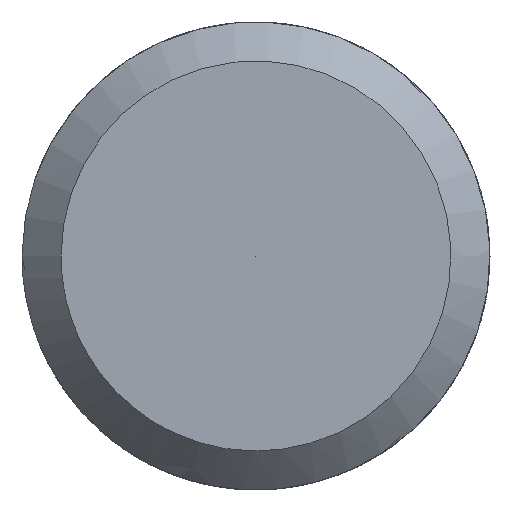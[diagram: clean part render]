
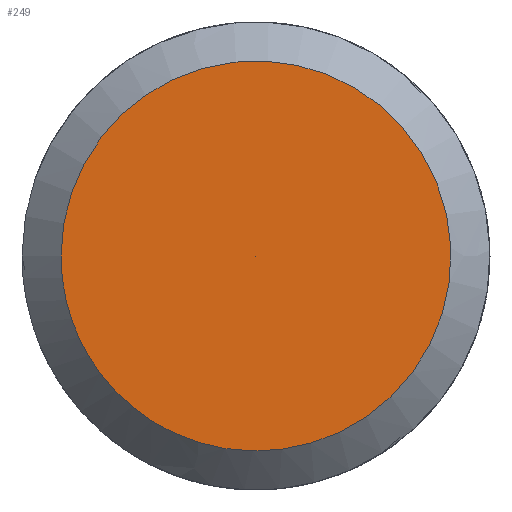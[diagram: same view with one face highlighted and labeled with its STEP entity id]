
A CAD part, left-side view. The second image highlights one B-rep face of the part: STEP entity #249.
In plain terms, the highlighted free-form (B-spline) face has degree [5, 1] with [6, 2] control points.
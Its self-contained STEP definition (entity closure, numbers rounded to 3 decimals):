
#215 = CARTESIAN_POINT ('', (-38., 1.25, 0.));
#216 = VERTEX_POINT ('', #215);
#217 = CARTESIAN_POINT ('', (-38., 0., 0.));
#218 = VERTEX_POINT ('', #217);
#219 = CARTESIAN_POINT ('', (-38., 1.25, 0.));
#220 = CARTESIAN_POINT ('', (-38., 0., 0.));
#221 = B_SPLINE_CURVE_WITH_KNOTS ('', 1, (#219, #220), .UNSPECIFIED., .F., .U., (2, 2), (0., 1.), .UNSPECIFIED.);
#222 = EDGE_CURVE ('', #216, #218, #221, .T.);
#223 = ORIENTED_EDGE ('', *, *, #222, .F.);
#224 = CARTESIAN_POINT ('', (-38., 1.25, 0.));
#225 = CARTESIAN_POINT ('', (-38., 1.25, 5.));
#226 = CARTESIAN_POINT ('', (-38., -3.75, 2.5));
#227 = CARTESIAN_POINT ('', (-38., -3.75, -2.5));
#228 = CARTESIAN_POINT ('', (-38., 1.25, -5.));
#229 = CARTESIAN_POINT ('', (-38., 1.25, 0.));
#230 = (
   BOUNDED_CURVE ()
   B_SPLINE_CURVE (5, (#224, #225, #226, #227, #228, #229), .UNSPECIFIED., .T., .U.)
   B_SPLINE_CURVE_WITH_KNOTS ((6, 6), (0., 1.), .UNSPECIFIED.)
   CURVE ()
   GEOMETRIC_REPRESENTATION_ITEM ()
   RATIONAL_B_SPLINE_CURVE ((5., 1., 1., 1., 1., 5.))
   REPRESENTATION_ITEM ('')
);
#231 = EDGE_CURVE ('', #216, #216, #230, .T.);
#232 = ORIENTED_EDGE ('', *, *, #231, .T.);
#233 = ORIENTED_EDGE ('', *, *, #222, .T.);
#234 = EDGE_LOOP ('', (#223, #232, #233));
#235 = FACE_OUTER_BOUND ('', #234, .F.);
#236 = CARTESIAN_POINT ('', (-38., 1.25, 0.));
#237 = CARTESIAN_POINT ('', (-38., 0., 0.));
#238 = CARTESIAN_POINT ('', (-38., 1.25, 5.));
#239 = CARTESIAN_POINT ('', (-38., 0., 0.));
#240 = CARTESIAN_POINT ('', (-38., -3.75, 2.5));
#241 = CARTESIAN_POINT ('', (-38., 0., 0.));
#242 = CARTESIAN_POINT ('', (-38., -3.75, -2.5));
#243 = CARTESIAN_POINT ('', (-38., 0., 0.));
#244 = CARTESIAN_POINT ('', (-38., 1.25, -5.));
#245 = CARTESIAN_POINT ('', (-38., 0., 0.));
#246 = CARTESIAN_POINT ('', (-38., 1.25, 0.));
#247 = CARTESIAN_POINT ('', (-38., 0., 0.));
#248 = (
   BOUNDED_SURFACE ()
   B_SPLINE_SURFACE (5, 1, ((#236, #237), (#238, #239), (#240, #241), (#242, #243), (#244, #245), (#246, #247)), .UNSPECIFIED., .T., .F., .U.)
   B_SPLINE_SURFACE_WITH_KNOTS ((6, 6), (2, 2), (0., 1.), (0., 1.), .UNSPECIFIED.)
   SURFACE ()
   GEOMETRIC_REPRESENTATION_ITEM ()
   RATIONAL_B_SPLINE_SURFACE (((5., 5.), (1., 1.), (1., 1.), (1., 1.), (1., 1.), (5., 5.)))
   REPRESENTATION_ITEM ('')
);
#249 = ADVANCED_FACE ('', (#235), #248, .F.);
